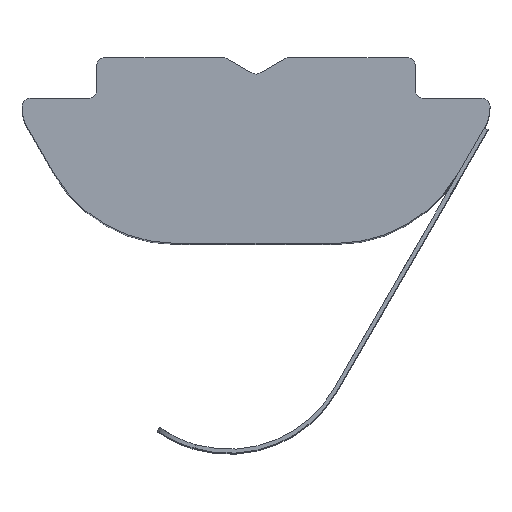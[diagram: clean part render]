
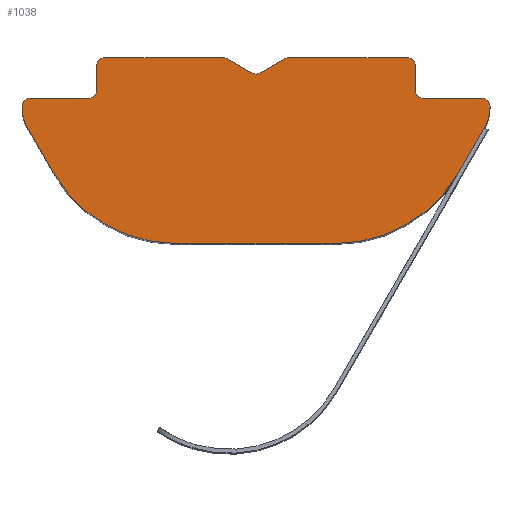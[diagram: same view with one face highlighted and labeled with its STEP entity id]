
A CAD part, top view. The second image highlights one B-rep face of the part: STEP entity #1038.
In plain terms, the highlighted planar face has unit normal (0, 0, 1).
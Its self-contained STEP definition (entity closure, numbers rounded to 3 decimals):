
#37=PLANE('',#1155);
#72=FACE_OUTER_BOUND('',#126,.T.);
#126=EDGE_LOOP('',(#796,#797,#798,#799,#800,#801,#802,#803,#804,#805,#806,
#807,#808,#809,#810,#811,#812,#813,#814,#815,#816,#817,#818,#819,#820,#821));
#170=LINE('',#1643,#266);
#183=LINE('',#1730,#279);
#187=LINE('',#1739,#283);
#191=LINE('',#1748,#287);
#193=LINE('',#1753,#289);
#199=LINE('',#1764,#295);
#204=LINE('',#1777,#300);
#210=LINE('',#1790,#306);
#214=LINE('',#1799,#310);
#217=LINE('',#1805,#313);
#223=LINE('',#1816,#319);
#227=LINE('',#1824,#323);
#228=LINE('',#1828,#324);
#266=VECTOR('',#1259,1000.);
#279=VECTOR('',#1300,1000.);
#283=VECTOR('',#1306,1000.);
#287=VECTOR('',#1312,1000.);
#289=VECTOR('',#1316,1000.);
#295=VECTOR('',#1324,1000.);
#300=VECTOR('',#1333,1000.);
#306=VECTOR('',#1341,1000.);
#310=VECTOR('',#1347,1000.);
#313=VECTOR('',#1352,1000.);
#319=VECTOR('',#1362,1000.);
#323=VECTOR('',#1368,1000.);
#324=VECTOR('',#1371,1000.);
#376=CIRCLE('',#1131,0.2);
#382=CIRCLE('',#1156,0.2);
#383=CIRCLE('',#1157,0.2);
#384=CIRCLE('',#1158,0.2);
#385=CIRCLE('',#1159,0.2);
#386=CIRCLE('',#1160,0.2);
#387=CIRCLE('',#1161,1.);
#388=CIRCLE('',#1162,3.5);
#389=CIRCLE('',#1163,3.5);
#390=CIRCLE('',#1164,1.);
#391=CIRCLE('',#1165,0.2);
#392=CIRCLE('',#1166,0.2);
#393=CIRCLE('',#1167,0.2);
#435=VERTEX_POINT('',#1639);
#436=VERTEX_POINT('',#1641);
#439=VERTEX_POINT('',#1651);
#455=VERTEX_POINT('',#1727);
#456=VERTEX_POINT('',#1729);
#459=VERTEX_POINT('',#1736);
#460=VERTEX_POINT('',#1738);
#463=VERTEX_POINT('',#1745);
#464=VERTEX_POINT('',#1747);
#465=VERTEX_POINT('',#1751);
#466=VERTEX_POINT('',#1752);
#469=VERTEX_POINT('',#1760);
#470=VERTEX_POINT('',#1762);
#475=VERTEX_POINT('',#1775);
#476=VERTEX_POINT('',#1776);
#481=VERTEX_POINT('',#1787);
#482=VERTEX_POINT('',#1789);
#485=VERTEX_POINT('',#1796);
#486=VERTEX_POINT('',#1798);
#487=VERTEX_POINT('',#1802);
#488=VERTEX_POINT('',#1804);
#491=VERTEX_POINT('',#1814);
#492=VERTEX_POINT('',#1818);
#494=VERTEX_POINT('',#1822);
#495=VERTEX_POINT('',#1826);
#496=VERTEX_POINT('',#1827);
#544=EDGE_CURVE('',#435,#436,#170,.T.);
#549=EDGE_CURVE('',#436,#439,#376,.T.);
#568=EDGE_CURVE('',#456,#455,#183,.T.);
#572=EDGE_CURVE('',#460,#459,#187,.T.);
#576=EDGE_CURVE('',#464,#463,#191,.T.);
#578=EDGE_CURVE('',#465,#466,#193,.T.);
#584=EDGE_CURVE('',#469,#470,#199,.T.);
#589=EDGE_CURVE('',#475,#476,#204,.T.);
#595=EDGE_CURVE('',#482,#481,#210,.T.);
#599=EDGE_CURVE('',#486,#485,#214,.T.);
#602=EDGE_CURVE('',#488,#487,#217,.T.);
#608=EDGE_CURVE('',#439,#491,#223,.T.);
#612=EDGE_CURVE('',#492,#494,#227,.T.);
#613=EDGE_CURVE('',#495,#496,#228,.T.);
#617=EDGE_CURVE('',#487,#435,#382,.T.);
#618=EDGE_CURVE('',#491,#492,#383,.T.);
#619=EDGE_CURVE('',#494,#495,#384,.T.);
#620=EDGE_CURVE('',#496,#460,#385,.T.);
#621=EDGE_CURVE('',#459,#464,#386,.T.);
#622=EDGE_CURVE('',#463,#465,#387,.T.);
#623=EDGE_CURVE('',#466,#469,#388,.T.);
#624=EDGE_CURVE('',#470,#456,#389,.T.);
#625=EDGE_CURVE('',#455,#475,#390,.T.);
#626=EDGE_CURVE('',#476,#482,#391,.T.);
#627=EDGE_CURVE('',#481,#486,#392,.T.);
#628=EDGE_CURVE('',#485,#488,#393,.T.);
#796=ORIENTED_EDGE('',*,*,#602,.T.);
#797=ORIENTED_EDGE('',*,*,#617,.T.);
#798=ORIENTED_EDGE('',*,*,#544,.T.);
#799=ORIENTED_EDGE('',*,*,#549,.T.);
#800=ORIENTED_EDGE('',*,*,#608,.T.);
#801=ORIENTED_EDGE('',*,*,#618,.T.);
#802=ORIENTED_EDGE('',*,*,#612,.T.);
#803=ORIENTED_EDGE('',*,*,#619,.T.);
#804=ORIENTED_EDGE('',*,*,#613,.T.);
#805=ORIENTED_EDGE('',*,*,#620,.T.);
#806=ORIENTED_EDGE('',*,*,#572,.T.);
#807=ORIENTED_EDGE('',*,*,#621,.T.);
#808=ORIENTED_EDGE('',*,*,#576,.T.);
#809=ORIENTED_EDGE('',*,*,#622,.T.);
#810=ORIENTED_EDGE('',*,*,#578,.T.);
#811=ORIENTED_EDGE('',*,*,#623,.T.);
#812=ORIENTED_EDGE('',*,*,#584,.T.);
#813=ORIENTED_EDGE('',*,*,#624,.T.);
#814=ORIENTED_EDGE('',*,*,#568,.T.);
#815=ORIENTED_EDGE('',*,*,#625,.T.);
#816=ORIENTED_EDGE('',*,*,#589,.T.);
#817=ORIENTED_EDGE('',*,*,#626,.T.);
#818=ORIENTED_EDGE('',*,*,#595,.T.);
#819=ORIENTED_EDGE('',*,*,#627,.T.);
#820=ORIENTED_EDGE('',*,*,#599,.T.);
#821=ORIENTED_EDGE('',*,*,#628,.T.);
#1038=ADVANCED_FACE('',(#72),#37,.T.);
#1131=AXIS2_PLACEMENT_3D('',#1653,#1269,#1270);
#1155=AXIS2_PLACEMENT_3D('',#1834,#1375,#1376);
#1156=AXIS2_PLACEMENT_3D('',#1835,#1377,#1378);
#1157=AXIS2_PLACEMENT_3D('',#1836,#1379,#1380);
#1158=AXIS2_PLACEMENT_3D('',#1837,#1381,#1382);
#1159=AXIS2_PLACEMENT_3D('',#1838,#1383,#1384);
#1160=AXIS2_PLACEMENT_3D('',#1839,#1385,#1386);
#1161=AXIS2_PLACEMENT_3D('',#1840,#1387,#1388);
#1162=AXIS2_PLACEMENT_3D('',#1841,#1389,#1390);
#1163=AXIS2_PLACEMENT_3D('',#1842,#1391,#1392);
#1164=AXIS2_PLACEMENT_3D('',#1843,#1393,#1394);
#1165=AXIS2_PLACEMENT_3D('',#1844,#1395,#1396);
#1166=AXIS2_PLACEMENT_3D('',#1845,#1397,#1398);
#1167=AXIS2_PLACEMENT_3D('',#1846,#1399,#1400);
#1259=DIRECTION('',(-0.866,-0.5,0.));
#1269=DIRECTION('center_axis',(0.,0.,-1.));
#1270=DIRECTION('ref_axis',(1.,0.,0.));
#1300=DIRECTION('',(0.5,0.866,0.));
#1306=DIRECTION('',(-1.,0.,0.));
#1312=DIRECTION('',(0.,-1.,0.));
#1316=DIRECTION('',(0.5,-0.866,0.));
#1324=DIRECTION('',(1.,0.,0.));
#1333=DIRECTION('',(0.,1.,0.));
#1341=DIRECTION('',(-1.,0.,0.));
#1347=DIRECTION('',(0.,1.,0.));
#1352=DIRECTION('',(-1.,0.,0.));
#1362=DIRECTION('',(-0.866,0.5,0.));
#1368=DIRECTION('',(-1.,0.,0.));
#1371=DIRECTION('',(0.,-1.,0.));
#1375=DIRECTION('center_axis',(0.,0.,1.));
#1376=DIRECTION('ref_axis',(1.,0.,0.));
#1377=DIRECTION('center_axis',(0.,0.,1.));
#1378=DIRECTION('ref_axis',(1.,0.,0.));
#1379=DIRECTION('center_axis',(0.,0.,1.));
#1380=DIRECTION('ref_axis',(1.,0.,0.));
#1381=DIRECTION('center_axis',(0.,0.,1.));
#1382=DIRECTION('ref_axis',(1.,0.,0.));
#1383=DIRECTION('center_axis',(0.,0.,-1.));
#1384=DIRECTION('ref_axis',(1.,0.,0.));
#1385=DIRECTION('center_axis',(0.,0.,1.));
#1386=DIRECTION('ref_axis',(1.,0.,0.));
#1387=DIRECTION('center_axis',(0.,0.,1.));
#1388=DIRECTION('ref_axis',(1.,0.,0.));
#1389=DIRECTION('center_axis',(0.,0.,1.));
#1390=DIRECTION('ref_axis',(1.,0.,0.));
#1391=DIRECTION('center_axis',(0.,0.,1.));
#1392=DIRECTION('ref_axis',(1.,0.,0.));
#1393=DIRECTION('center_axis',(0.,0.,1.));
#1394=DIRECTION('ref_axis',(1.,0.,0.));
#1395=DIRECTION('center_axis',(0.,0.,1.));
#1396=DIRECTION('ref_axis',(1.,0.,0.));
#1397=DIRECTION('center_axis',(0.,0.,-1.));
#1398=DIRECTION('ref_axis',(1.,0.,0.));
#1399=DIRECTION('center_axis',(0.,0.,1.));
#1400=DIRECTION('ref_axis',(1.,0.,0.));
#1639=CARTESIAN_POINT('',(0.704,-0.027,8.));
#1641=CARTESIAN_POINT('',(0.1,-0.375,8.));
#1643=CARTESIAN_POINT('',(0.75,0.,8.));
#1651=CARTESIAN_POINT('',(-0.1,-0.375,8.));
#1653=CARTESIAN_POINT('Origin',(0.,-0.202,
8.));
#1727=CARTESIAN_POINT('',(5.666,-1.732,8.));
#1729=CARTESIAN_POINT('',(5.021,-2.85,8.));
#1730=CARTESIAN_POINT('',(5.8,-1.5,8.));
#1736=CARTESIAN_POINT('',(-5.6,-1.,8.));
#1738=CARTESIAN_POINT('',(-4.15,-1.,8.));
#1739=CARTESIAN_POINT('',(-3.95,-1.,8.));
#1745=CARTESIAN_POINT('',(-5.8,-1.232,8.));
#1747=CARTESIAN_POINT('',(-5.8,-1.2,8.));
#1748=CARTESIAN_POINT('',(-5.8,-1.,8.));
#1751=CARTESIAN_POINT('',(-5.666,-1.732,8.));
#1752=CARTESIAN_POINT('',(-5.021,-2.85,8.));
#1753=CARTESIAN_POINT('',(-5.8,-1.5,8.));
#1760=CARTESIAN_POINT('',(-1.989,-4.6,8.));
#1762=CARTESIAN_POINT('',(1.989,-4.6,8.));
#1764=CARTESIAN_POINT('',(-4.01,-4.6,8.));
#1775=CARTESIAN_POINT('',(5.8,-1.232,8.));
#1776=CARTESIAN_POINT('',(5.8,-1.2,8.));
#1777=CARTESIAN_POINT('',(5.8,-1.,8.));
#1787=CARTESIAN_POINT('',(4.15,-1.,8.));
#1789=CARTESIAN_POINT('',(5.6,-1.,8.));
#1790=CARTESIAN_POINT('',(3.95,-1.,8.));
#1796=CARTESIAN_POINT('',(3.95,-0.2,8.));
#1798=CARTESIAN_POINT('',(3.95,-0.8,8.));
#1799=CARTESIAN_POINT('',(3.95,0.,8.));
#1802=CARTESIAN_POINT('',(0.804,0.,8.));
#1804=CARTESIAN_POINT('',(3.75,0.,8.));
#1805=CARTESIAN_POINT('',(3.95,0.,8.));
#1814=CARTESIAN_POINT('',(-0.704,-0.027,8.));
#1816=CARTESIAN_POINT('',(-0.75,0.,8.));
#1818=CARTESIAN_POINT('',(-0.804,0.,8.));
#1822=CARTESIAN_POINT('',(-3.75,0.,8.));
#1824=CARTESIAN_POINT('',(-0.75,0.,8.));
#1826=CARTESIAN_POINT('',(-3.95,-0.2,8.));
#1827=CARTESIAN_POINT('',(-3.95,-0.8,8.));
#1828=CARTESIAN_POINT('',(-3.95,0.,8.));
#1834=CARTESIAN_POINT('Origin',(-5.8,-1.,8.));
#1835=CARTESIAN_POINT('Origin',(0.804,-0.2,8.));
#1836=CARTESIAN_POINT('Origin',(-0.804,-0.2,8.));
#1837=CARTESIAN_POINT('Origin',(-3.75,-0.2,8.));
#1838=CARTESIAN_POINT('Origin',(-4.15,-0.8,8.));
#1839=CARTESIAN_POINT('Origin',(-5.6,-1.2,8.));
#1840=CARTESIAN_POINT('Origin',(-4.8,-1.232,8.));
#1841=CARTESIAN_POINT('Origin',(-1.989,-1.1,8.));
#1842=CARTESIAN_POINT('Origin',(1.989,-1.1,8.));
#1843=CARTESIAN_POINT('Origin',(4.8,-1.232,8.));
#1844=CARTESIAN_POINT('Origin',(5.6,-1.2,8.));
#1845=CARTESIAN_POINT('Origin',(4.15,-0.8,8.));
#1846=CARTESIAN_POINT('Origin',(3.75,-0.2,8.));
